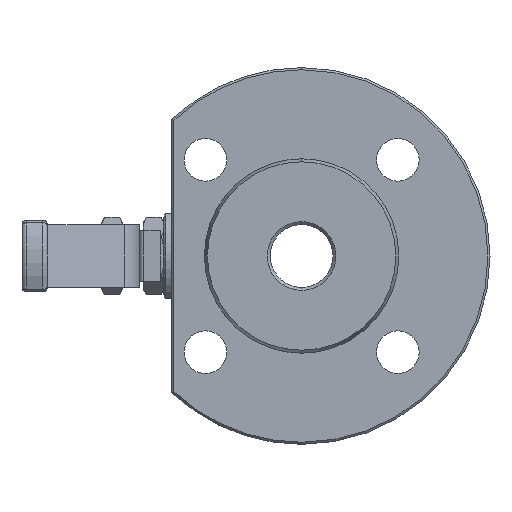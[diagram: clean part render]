
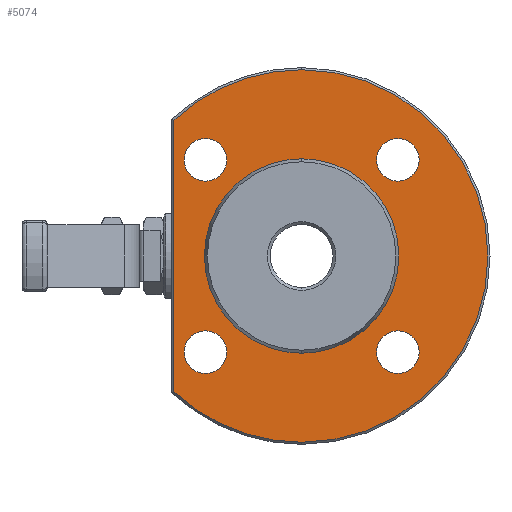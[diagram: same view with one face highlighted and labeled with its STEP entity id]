
A CAD part, left-side view. The second image highlights one B-rep face of the part: STEP entity #5074.
In plain terms, the highlighted planar face has unit normal (-1, 0, 0).
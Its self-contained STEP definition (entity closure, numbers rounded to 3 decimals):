
#228=PLANE('',#5490);
#236=CIRCLE('',#5134,5.1);
#238=CIRCLE('',#5137,5.1);
#240=CIRCLE('',#5140,5.1);
#242=CIRCLE('',#5143,5.1);
#416=CIRCLE('',#5488,44.5);
#418=CIRCLE('',#5491,23.228);
#419=CIRCLE('',#5492,23.228);
#420=CIRCLE('',#5493,44.5);
#421=CIRCLE('',#5494,44.5);
#422=CIRCLE('',#5495,5.1);
#423=CIRCLE('',#5496,5.1);
#424=CIRCLE('',#5497,5.1);
#425=CIRCLE('',#5498,5.1);
#1257=ORIENTED_EDGE('',*,*,#1940,.F.);
#1258=ORIENTED_EDGE('',*,*,#1941,.F.);
#1259=ORIENTED_EDGE('',*,*,#1938,.T.);
#1260=ORIENTED_EDGE('',*,*,#1942,.T.);
#1261=ORIENTED_EDGE('',*,*,#1943,.T.);
#1262=ORIENTED_EDGE('',*,*,#1912,.T.);
#1263=ORIENTED_EDGE('',*,*,#1944,.F.);
#1264=ORIENTED_EDGE('',*,*,#1494,.F.);
#1265=ORIENTED_EDGE('',*,*,#1945,.F.);
#1266=ORIENTED_EDGE('',*,*,#1490,.F.);
#1267=ORIENTED_EDGE('',*,*,#1946,.F.);
#1268=ORIENTED_EDGE('',*,*,#1486,.F.);
#1269=ORIENTED_EDGE('',*,*,#1947,.F.);
#1270=ORIENTED_EDGE('',*,*,#1482,.F.);
#1482=EDGE_CURVE('',#1991,#1993,#236,.T.);
#1486=EDGE_CURVE('',#1995,#1997,#238,.T.);
#1490=EDGE_CURVE('',#1999,#2001,#240,.T.);
#1494=EDGE_CURVE('',#2003,#2005,#242,.T.);
#1912=EDGE_CURVE('',#2267,#2265,#2501,.T.);
#1938=EDGE_CURVE('',#2265,#2278,#416,.T.);
#1940=EDGE_CURVE('',#2280,#2281,#418,.T.);
#1941=EDGE_CURVE('',#2281,#2280,#419,.T.);
#1942=EDGE_CURVE('',#2278,#2282,#420,.T.);
#1943=EDGE_CURVE('',#2282,#2267,#421,.T.);
#1944=EDGE_CURVE('',#2005,#2003,#422,.T.);
#1945=EDGE_CURVE('',#2001,#1999,#423,.T.);
#1946=EDGE_CURVE('',#1997,#1995,#424,.T.);
#1947=EDGE_CURVE('',#1993,#1991,#425,.T.);
#1991=VERTEX_POINT('',#6721);
#1993=VERTEX_POINT('',#6724);
#1995=VERTEX_POINT('',#6730);
#1997=VERTEX_POINT('',#6733);
#1999=VERTEX_POINT('',#6739);
#2001=VERTEX_POINT('',#6742);
#2003=VERTEX_POINT('',#6748);
#2005=VERTEX_POINT('',#6751);
#2265=VERTEX_POINT('',#7955);
#2267=VERTEX_POINT('',#7958);
#2278=VERTEX_POINT('',#8010);
#2280=VERTEX_POINT('',#8016);
#2281=VERTEX_POINT('',#8017);
#2282=VERTEX_POINT('',#8020);
#2501=LINE('',#7957,#2728);
#2728=VECTOR('',#6467,1000.);
#2938=EDGE_LOOP('',(#1257,#1258));
#2939=EDGE_LOOP('',(#1259,#1260,#1261,#1262));
#2940=EDGE_LOOP('',(#1263,#1264));
#2941=EDGE_LOOP('',(#1265,#1266));
#2942=EDGE_LOOP('',(#1267,#1268));
#2943=EDGE_LOOP('',(#1269,#1270));
#3191=FACE_BOUND('',#2938,.T.);
#3192=FACE_BOUND('',#2939,.T.);
#3193=FACE_BOUND('',#2940,.T.);
#3194=FACE_BOUND('',#2941,.T.);
#3195=FACE_BOUND('',#2942,.T.);
#3196=FACE_BOUND('',#2943,.T.);
#5074=ADVANCED_FACE('',(#3191,#3192,#3193,#3194,#3195,#3196),#228,.T.);
#5134=AXIS2_PLACEMENT_3D('',#6723,#5593,#5594);
#5137=AXIS2_PLACEMENT_3D('',#6732,#5601,#5602);
#5140=AXIS2_PLACEMENT_3D('',#6741,#5609,#5610);
#5143=AXIS2_PLACEMENT_3D('',#6750,#5617,#5618);
#5488=AXIS2_PLACEMENT_3D('',#8012,#6517,#6518);
#5490=AXIS2_PLACEMENT_3D('',#8014,#6521,#6522);
#5491=AXIS2_PLACEMENT_3D('',#8015,#6523,#6524);
#5492=AXIS2_PLACEMENT_3D('',#8018,#6525,#6526);
#5493=AXIS2_PLACEMENT_3D('',#8019,#6527,#6528);
#5494=AXIS2_PLACEMENT_3D('',#8021,#6529,#6530);
#5495=AXIS2_PLACEMENT_3D('',#8022,#6531,#6532);
#5496=AXIS2_PLACEMENT_3D('',#8023,#6533,#6534);
#5497=AXIS2_PLACEMENT_3D('',#8024,#6535,#6536);
#5498=AXIS2_PLACEMENT_3D('',#8025,#6537,#6538);
#5593=DIRECTION('',(-1.,0.,0.));
#5594=DIRECTION('',(0.,0.,1.));
#5601=DIRECTION('',(-1.,0.,0.));
#5602=DIRECTION('',(0.,0.,1.));
#5609=DIRECTION('',(-1.,0.,0.));
#5610=DIRECTION('',(0.,0.,1.));
#5617=DIRECTION('',(-1.,0.,0.));
#5618=DIRECTION('',(0.,0.,1.));
#6467=DIRECTION('',(0.,0.,-1.));
#6517=DIRECTION('',(-1.,0.,0.));
#6518=DIRECTION('',(0.,0.,1.));
#6521=DIRECTION('',(-1.,0.,0.));
#6522=DIRECTION('',(0.,0.,1.));
#6523=DIRECTION('',(-1.,0.,0.));
#6524=DIRECTION('',(0.,0.,1.));
#6525=DIRECTION('',(-1.,0.,0.));
#6526=DIRECTION('',(0.,0.,1.));
#6527=DIRECTION('',(-1.,0.,0.));
#6528=DIRECTION('',(0.,0.,1.));
#6529=DIRECTION('',(-1.,0.,0.));
#6530=DIRECTION('',(0.,0.,1.));
#6531=DIRECTION('',(-1.,0.,0.));
#6532=DIRECTION('',(0.,0.,1.));
#6533=DIRECTION('',(-1.,0.,0.));
#6534=DIRECTION('',(0.,0.,1.));
#6535=DIRECTION('',(-1.,0.,0.));
#6536=DIRECTION('',(0.,0.,1.));
#6537=DIRECTION('',(-1.,0.,0.));
#6538=DIRECTION('',(0.,0.,1.));
#6721=CARTESIAN_POINT('',(-15.5,22.981,-17.881));
#6723=CARTESIAN_POINT('',(-15.5,22.981,-22.981));
#6724=CARTESIAN_POINT('',(-15.5,22.981,-28.081));
#6730=CARTESIAN_POINT('',(-15.5,-22.981,-17.881));
#6732=CARTESIAN_POINT('',(-15.5,-22.981,-22.981));
#6733=CARTESIAN_POINT('',(-15.5,-22.981,-28.081));
#6739=CARTESIAN_POINT('',(-15.5,-22.981,28.081));
#6741=CARTESIAN_POINT('',(-15.5,-22.981,22.981));
#6742=CARTESIAN_POINT('',(-15.5,-22.981,17.881));
#6748=CARTESIAN_POINT('',(-15.5,22.981,28.081));
#6750=CARTESIAN_POINT('',(-15.5,22.981,22.981));
#6751=CARTESIAN_POINT('',(-15.5,22.981,17.881));
#7955=CARTESIAN_POINT('',(-15.5,30.5,-32.404));
#7957=CARTESIAN_POINT('',(-15.5,30.5,-31.926));
#7958=CARTESIAN_POINT('',(-15.5,30.5,32.404));
#8010=CARTESIAN_POINT('',(-15.5,0.,-44.5));
#8012=CARTESIAN_POINT('',(-15.5,0.,0.));
#8014=CARTESIAN_POINT('',(-15.5,23.228,0.));
#8015=CARTESIAN_POINT('',(-15.5,0.,0.));
#8016=CARTESIAN_POINT('',(-15.5,0.,-23.228));
#8017=CARTESIAN_POINT('',(-15.5,0.,23.228));
#8018=CARTESIAN_POINT('',(-15.5,0.,0.));
#8019=CARTESIAN_POINT('',(-15.5,0.,0.));
#8020=CARTESIAN_POINT('',(-15.5,0.,44.5));
#8021=CARTESIAN_POINT('',(-15.5,0.,0.));
#8022=CARTESIAN_POINT('',(-15.5,22.981,22.981));
#8023=CARTESIAN_POINT('',(-15.5,-22.981,22.981));
#8024=CARTESIAN_POINT('',(-15.5,-22.981,-22.981));
#8025=CARTESIAN_POINT('',(-15.5,22.981,-22.981));
